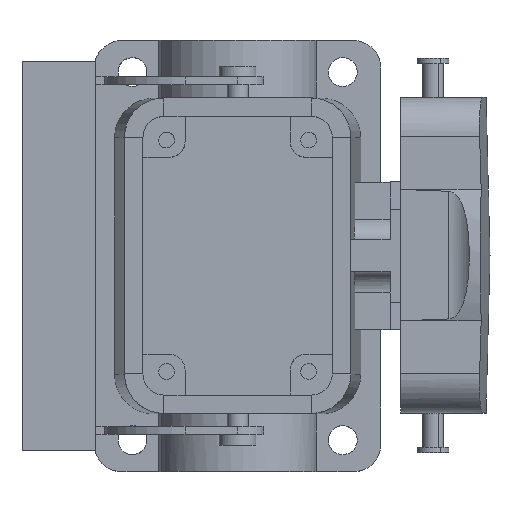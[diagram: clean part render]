
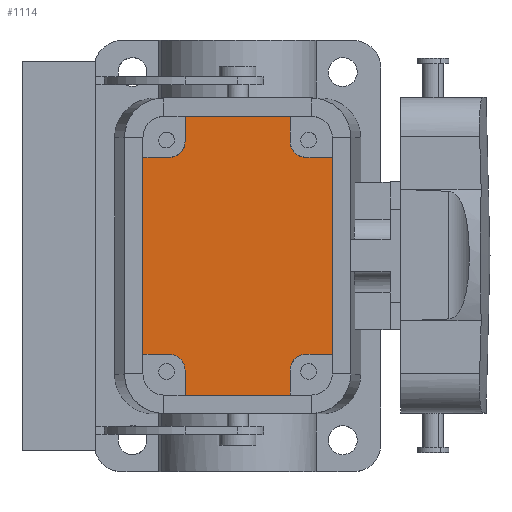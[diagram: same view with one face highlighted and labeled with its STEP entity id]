
A CAD part, top view. The second image highlights one B-rep face of the part: STEP entity #1114.
In plain terms, the highlighted planar face has unit normal (0, 0, 1).
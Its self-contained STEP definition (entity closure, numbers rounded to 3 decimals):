
#955=AXIS2_PLACEMENT_3D('Plane Axis2P3D',#952,#953,#954) ;
#258=CARTESIAN_POINT('Line Origine',(41.,67.5,5.5)) ;
#262=CARTESIAN_POINT('Vertex',(51.,67.5,5.5)) ;
#264=CARTESIAN_POINT('Vertex',(31.,67.5,5.5)) ;
#952=CARTESIAN_POINT('Axis2P3D Location',(41.,41.,5.5)) ;
#958=CARTESIAN_POINT('Control Point',(28.,22.25,5.5)) ;
#959=CARTESIAN_POINT('Control Point',(28.339,22.25,5.5)) ;
#960=CARTESIAN_POINT('Control Point',(28.679,22.202,5.5)) ;
#961=CARTESIAN_POINT('Control Point',(29.009,22.106,5.5)) ;
#962=CARTESIAN_POINT('Control Point',(29.634,21.823,5.5)) ;
#963=CARTESIAN_POINT('Control Point',(30.155,21.378,5.5)) ;
#964=CARTESIAN_POINT('Control Point',(30.383,21.12,5.5)) ;
#965=CARTESIAN_POINT('Control Point',(30.717,20.611,5.5)) ;
#966=CARTESIAN_POINT('Control Point',(30.913,20.037,5.5)) ;
#967=CARTESIAN_POINT('Control Point',(30.971,19.777,5.5)) ;
#968=CARTESIAN_POINT('Control Point',(31.,19.514,5.5)) ;
#969=CARTESIAN_POINT('Control Point',(31.,19.25,5.5)) ;
#970=CARTESIAN_POINT('Vertex',(31.,19.25,5.5)) ;
#972=CARTESIAN_POINT('Vertex',(28.,22.25,5.5)) ;
#975=CARTESIAN_POINT('Line Origine',(31.,16.875,5.5)) ;
#979=CARTESIAN_POINT('Vertex',(31.,14.5,5.5)) ;
#982=CARTESIAN_POINT('Line Origine',(41.,14.5,5.5)) ;
#986=CARTESIAN_POINT('Vertex',(51.,14.5,5.5)) ;
#989=CARTESIAN_POINT('Line Origine',(51.,16.875,5.5)) ;
#993=CARTESIAN_POINT('Vertex',(51.,19.25,5.5)) ;
#997=CARTESIAN_POINT('Control Point',(51.,19.25,5.5)) ;
#998=CARTESIAN_POINT('Control Point',(51.,19.589,5.5)) ;
#999=CARTESIAN_POINT('Control Point',(51.048,19.929,5.5)) ;
#1000=CARTESIAN_POINT('Control Point',(51.144,20.259,5.5)) ;
#1001=CARTESIAN_POINT('Control Point',(51.427,20.884,5.5)) ;
#1002=CARTESIAN_POINT('Control Point',(51.872,21.405,5.5)) ;
#1003=CARTESIAN_POINT('Control Point',(52.13,21.633,5.5)) ;
#1004=CARTESIAN_POINT('Control Point',(52.639,21.967,5.5)) ;
#1005=CARTESIAN_POINT('Control Point',(53.213,22.163,5.5)) ;
#1006=CARTESIAN_POINT('Control Point',(53.473,22.221,5.5)) ;
#1007=CARTESIAN_POINT('Control Point',(53.736,22.25,5.5)) ;
#1008=CARTESIAN_POINT('Control Point',(54.,22.25,5.5)) ;
#1009=CARTESIAN_POINT('Vertex',(54.,22.25,5.5)) ;
#1012=CARTESIAN_POINT('Line Origine',(56.5,22.25,5.5)) ;
#1016=CARTESIAN_POINT('Vertex',(59.,22.25,5.5)) ;
#1019=CARTESIAN_POINT('Line Origine',(59.,41.,5.5)) ;
#1023=CARTESIAN_POINT('Vertex',(59.,59.75,5.5)) ;
#1026=CARTESIAN_POINT('Line Origine',(56.5,59.75,5.5)) ;
#1030=CARTESIAN_POINT('Vertex',(54.,59.75,5.5)) ;
#1034=CARTESIAN_POINT('Control Point',(54.,59.75,5.5)) ;
#1035=CARTESIAN_POINT('Control Point',(53.661,59.75,5.5)) ;
#1036=CARTESIAN_POINT('Control Point',(53.321,59.798,5.5)) ;
#1037=CARTESIAN_POINT('Control Point',(52.991,59.894,5.5)) ;
#1038=CARTESIAN_POINT('Control Point',(52.366,60.177,5.5)) ;
#1039=CARTESIAN_POINT('Control Point',(51.845,60.622,5.5)) ;
#1040=CARTESIAN_POINT('Control Point',(51.617,60.88,5.5)) ;
#1041=CARTESIAN_POINT('Control Point',(51.283,61.389,5.5)) ;
#1042=CARTESIAN_POINT('Control Point',(51.087,61.963,5.5)) ;
#1043=CARTESIAN_POINT('Control Point',(51.029,62.223,5.5)) ;
#1044=CARTESIAN_POINT('Control Point',(51.,62.486,5.5)) ;
#1045=CARTESIAN_POINT('Control Point',(51.,62.75,5.5)) ;
#1046=CARTESIAN_POINT('Vertex',(51.,62.75,5.5)) ;
#1049=CARTESIAN_POINT('Line Origine',(51.,65.125,5.5)) ;
#1054=CARTESIAN_POINT('Line Origine',(31.,65.125,5.5)) ;
#1058=CARTESIAN_POINT('Vertex',(31.,62.75,5.5)) ;
#1062=CARTESIAN_POINT('Control Point',(31.,62.75,5.5)) ;
#1063=CARTESIAN_POINT('Control Point',(31.,62.411,5.5)) ;
#1064=CARTESIAN_POINT('Control Point',(30.952,62.071,5.5)) ;
#1065=CARTESIAN_POINT('Control Point',(30.856,61.741,5.5)) ;
#1066=CARTESIAN_POINT('Control Point',(30.573,61.116,5.5)) ;
#1067=CARTESIAN_POINT('Control Point',(30.128,60.595,5.5)) ;
#1068=CARTESIAN_POINT('Control Point',(29.87,60.367,5.5)) ;
#1069=CARTESIAN_POINT('Control Point',(29.361,60.033,5.5)) ;
#1070=CARTESIAN_POINT('Control Point',(28.787,59.837,5.5)) ;
#1071=CARTESIAN_POINT('Control Point',(28.527,59.779,5.5)) ;
#1072=CARTESIAN_POINT('Control Point',(28.264,59.75,5.5)) ;
#1073=CARTESIAN_POINT('Control Point',(28.,59.75,5.5)) ;
#1074=CARTESIAN_POINT('Vertex',(28.,59.75,5.5)) ;
#1077=CARTESIAN_POINT('Line Origine',(25.5,59.75,5.5)) ;
#1081=CARTESIAN_POINT('Vertex',(23.,59.75,5.5)) ;
#1084=CARTESIAN_POINT('Line Origine',(23.,41.,5.5)) ;
#1088=CARTESIAN_POINT('Vertex',(23.,22.25,5.5)) ;
#1091=CARTESIAN_POINT('Line Origine',(25.5,22.25,5.5)) ;
#259=DIRECTION('Vector Direction',(-1.,0.,0.)) ;
#953=DIRECTION('Axis2P3D Direction',(-0.,0.,1.)) ;
#954=DIRECTION('Axis2P3D XDirection',(0.,-1.,0.)) ;
#976=DIRECTION('Vector Direction',(0.,-1.,0.)) ;
#983=DIRECTION('Vector Direction',(1.,0.,0.)) ;
#990=DIRECTION('Vector Direction',(0.,-1.,0.)) ;
#1013=DIRECTION('Vector Direction',(-1.,0.,0.)) ;
#1020=DIRECTION('Vector Direction',(0.,-1.,0.)) ;
#1027=DIRECTION('Vector Direction',(-1.,0.,0.)) ;
#1050=DIRECTION('Vector Direction',(0.,1.,0.)) ;
#1055=DIRECTION('Vector Direction',(0.,1.,0.)) ;
#1078=DIRECTION('Vector Direction',(1.,0.,0.)) ;
#1085=DIRECTION('Vector Direction',(0.,1.,0.)) ;
#1092=DIRECTION('Vector Direction',(1.,0.,0.)) ;
#260=VECTOR('Line Direction',#259,1.) ;
#977=VECTOR('Line Direction',#976,1.) ;
#984=VECTOR('Line Direction',#983,1.) ;
#991=VECTOR('Line Direction',#990,1.) ;
#1014=VECTOR('Line Direction',#1013,1.) ;
#1021=VECTOR('Line Direction',#1020,1.) ;
#1028=VECTOR('Line Direction',#1027,1.) ;
#1051=VECTOR('Line Direction',#1050,1.) ;
#1056=VECTOR('Line Direction',#1055,1.) ;
#1079=VECTOR('Line Direction',#1078,1.) ;
#1086=VECTOR('Line Direction',#1085,1.) ;
#1093=VECTOR('Line Direction',#1092,1.) ;
#1097=ORIENTED_EDGE('',*,*,#974,.F.) ;
#1098=ORIENTED_EDGE('',*,*,#981,.T.) ;
#1099=ORIENTED_EDGE('',*,*,#988,.T.) ;
#1100=ORIENTED_EDGE('',*,*,#995,.F.) ;
#1101=ORIENTED_EDGE('',*,*,#1011,.F.) ;
#1102=ORIENTED_EDGE('',*,*,#1018,.F.) ;
#1103=ORIENTED_EDGE('',*,*,#1025,.T.) ;
#1104=ORIENTED_EDGE('',*,*,#1032,.T.) ;
#1105=ORIENTED_EDGE('',*,*,#1048,.F.) ;
#1106=ORIENTED_EDGE('',*,*,#1053,.T.) ;
#1107=ORIENTED_EDGE('',*,*,#266,.T.) ;
#1108=ORIENTED_EDGE('',*,*,#1060,.F.) ;
#1109=ORIENTED_EDGE('',*,*,#1076,.F.) ;
#1110=ORIENTED_EDGE('',*,*,#1083,.F.) ;
#1111=ORIENTED_EDGE('',*,*,#1090,.T.) ;
#1112=ORIENTED_EDGE('',*,*,#1095,.T.) ;
#1114=ADVANCED_FACE('Housing',(#1113),#956,.T.) ;
#957=B_SPLINE_CURVE_WITH_KNOTS('',5,(#958,#959,#960,#961,#962,#963,#964,#965,#966,#967,#968,#969),.UNSPECIFIED.,.F.,.U.,(6,3,3,6),(0.,2.4,4.8,6.664),.UNSPECIFIED.) ;
#996=B_SPLINE_CURVE_WITH_KNOTS('',5,(#997,#998,#999,#1000,#1001,#1002,#1003,#1004,#1005,#1006,#1007,#1008),.UNSPECIFIED.,.F.,.U.,(6,3,3,6),(0.,2.4,4.8,6.664),.UNSPECIFIED.) ;
#1033=B_SPLINE_CURVE_WITH_KNOTS('',5,(#1034,#1035,#1036,#1037,#1038,#1039,#1040,#1041,#1042,#1043,#1044,#1045),.UNSPECIFIED.,.F.,.U.,(6,3,3,6),(0.,2.4,4.8,6.664),.UNSPECIFIED.) ;
#1061=B_SPLINE_CURVE_WITH_KNOTS('',5,(#1062,#1063,#1064,#1065,#1066,#1067,#1068,#1069,#1070,#1071,#1072,#1073),.UNSPECIFIED.,.F.,.U.,(6,3,3,6),(0.,2.4,4.8,6.664),.UNSPECIFIED.) ;
#266=EDGE_CURVE('',#263,#265,#261,.T.) ;
#974=EDGE_CURVE('',#971,#973,#957,.F.) ;
#981=EDGE_CURVE('',#971,#980,#978,.T.) ;
#988=EDGE_CURVE('',#980,#987,#985,.T.) ;
#995=EDGE_CURVE('',#994,#987,#992,.T.) ;
#1011=EDGE_CURVE('',#1010,#994,#996,.F.) ;
#1018=EDGE_CURVE('',#1017,#1010,#1015,.T.) ;
#1025=EDGE_CURVE('',#1017,#1024,#1022,.F.) ;
#1032=EDGE_CURVE('',#1024,#1031,#1029,.T.) ;
#1048=EDGE_CURVE('',#1047,#1031,#1033,.F.) ;
#1053=EDGE_CURVE('',#1047,#263,#1052,.T.) ;
#1060=EDGE_CURVE('',#1059,#265,#1057,.T.) ;
#1076=EDGE_CURVE('',#1075,#1059,#1061,.F.) ;
#1083=EDGE_CURVE('',#1082,#1075,#1080,.T.) ;
#1090=EDGE_CURVE('',#1082,#1089,#1087,.F.) ;
#1095=EDGE_CURVE('',#1089,#973,#1094,.T.) ;
#1096=EDGE_LOOP('',(#1097,#1098,#1099,#1100,#1101,#1102,#1103,#1104,#1105,#1106,#1107,#1108,#1109,#1110,#1111,#1112)) ;
#1113=FACE_OUTER_BOUND('',#1096,.T.) ;
#261=LINE('Line',#258,#260) ;
#978=LINE('Line',#975,#977) ;
#985=LINE('Line',#982,#984) ;
#992=LINE('Line',#989,#991) ;
#1015=LINE('Line',#1012,#1014) ;
#1022=LINE('Line',#1019,#1021) ;
#1029=LINE('Line',#1026,#1028) ;
#1052=LINE('Line',#1049,#1051) ;
#1057=LINE('Line',#1054,#1056) ;
#1080=LINE('Line',#1077,#1079) ;
#1087=LINE('Line',#1084,#1086) ;
#1094=LINE('Line',#1091,#1093) ;
#956=PLANE('',#955) ;
#263=VERTEX_POINT('',#262) ;
#265=VERTEX_POINT('',#264) ;
#971=VERTEX_POINT('',#970) ;
#973=VERTEX_POINT('',#972) ;
#980=VERTEX_POINT('',#979) ;
#987=VERTEX_POINT('',#986) ;
#994=VERTEX_POINT('',#993) ;
#1010=VERTEX_POINT('',#1009) ;
#1017=VERTEX_POINT('',#1016) ;
#1024=VERTEX_POINT('',#1023) ;
#1031=VERTEX_POINT('',#1030) ;
#1047=VERTEX_POINT('',#1046) ;
#1059=VERTEX_POINT('',#1058) ;
#1075=VERTEX_POINT('',#1074) ;
#1082=VERTEX_POINT('',#1081) ;
#1089=VERTEX_POINT('',#1088) ;
